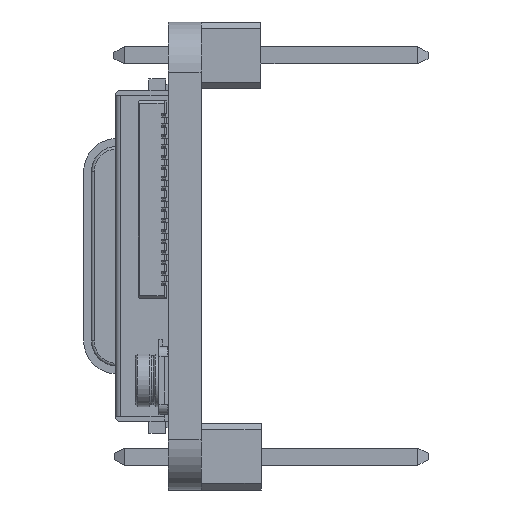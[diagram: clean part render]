
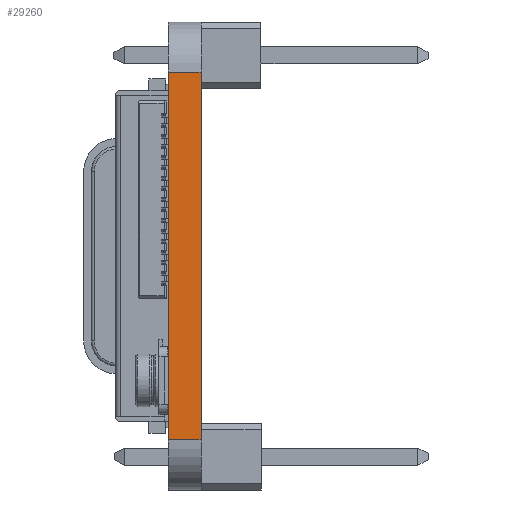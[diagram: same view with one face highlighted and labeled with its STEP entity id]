
A CAD part, left-side view. The second image highlights one B-rep face of the part: STEP entity #29260.
In plain terms, the highlighted planar face has unit normal (-1, 0, 0).
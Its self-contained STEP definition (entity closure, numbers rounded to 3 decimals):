
#2743=FACE_OUTER_BOUND('',#4375,.T.);
#4375=EDGE_LOOP('',(#24573,#24574,#24575,#24576));
#6961=LINE('',#46795,#10274);
#7059=LINE('',#47064,#10372);
#7346=LINE('',#47845,#10659);
#7347=LINE('',#47847,#10660);
#10274=VECTOR('',#38029,10.);
#10372=VECTOR('',#38201,10.);
#10659=VECTOR('',#38952,10.);
#10660=VECTOR('',#38955,10.);
#13268=VERTEX_POINT('',#46792);
#13269=VERTEX_POINT('',#46794);
#13402=VERTEX_POINT('',#47061);
#13403=VERTEX_POINT('',#47063);
#16895=EDGE_CURVE('',#13268,#13269,#6961,.T.);
#17029=EDGE_CURVE('',#13403,#13402,#7059,.T.);
#17422=EDGE_CURVE('',#13403,#13268,#7346,.T.);
#17423=EDGE_CURVE('',#13402,#13269,#7347,.T.);
#24573=ORIENTED_EDGE('',*,*,#17423,.T.);
#24574=ORIENTED_EDGE('',*,*,#16895,.F.);
#24575=ORIENTED_EDGE('',*,*,#17422,.F.);
#24576=ORIENTED_EDGE('',*,*,#17029,.T.);
#27323=PLANE('',#32014);
#29260=ADVANCED_FACE('',(#2743),#27323,.T.);
#32014=AXIS2_PLACEMENT_3D('',#47846,#38953,#38954);
#38029=DIRECTION('',(0.,0.,1.));
#38201=DIRECTION('',(0.,0.,1.));
#38952=DIRECTION('',(0.,1.,0.));
#38953=DIRECTION('center_axis',(-1.,0.,0.));
#38954=DIRECTION('ref_axis',(0.,0.,1.));
#38955=DIRECTION('',(0.,1.,0.));
#46792=CARTESIAN_POINT('',(-8.673,1.,-13.096));
#46794=CARTESIAN_POINT('',(-8.673,1.,0.874));
#46795=CARTESIAN_POINT('',(-8.673,1.,-13.096));
#47061=CARTESIAN_POINT('',(-8.673,-0.25,0.874));
#47063=CARTESIAN_POINT('',(-8.673,-0.25,-13.096));
#47064=CARTESIAN_POINT('',(-8.673,-0.25,-13.096));
#47845=CARTESIAN_POINT('',(-8.673,0.,-13.096));
#47846=CARTESIAN_POINT('Origin',(-8.673,0.,
-13.096));
#47847=CARTESIAN_POINT('',(-8.673,0.,0.874));
